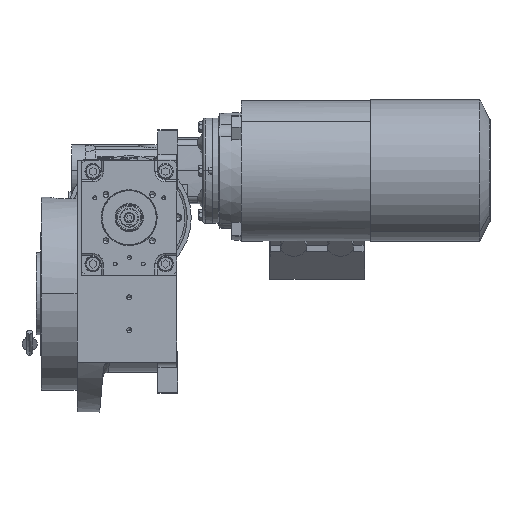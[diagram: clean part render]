
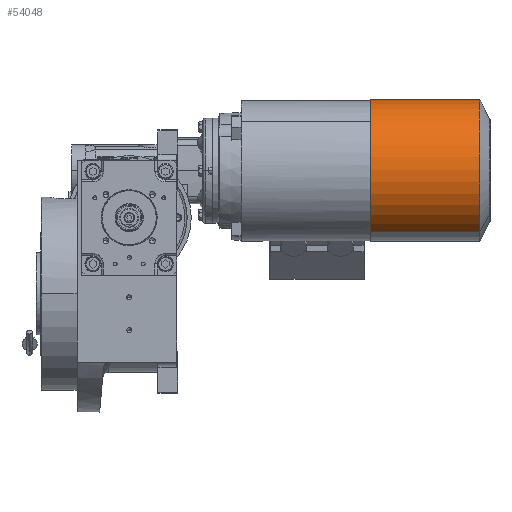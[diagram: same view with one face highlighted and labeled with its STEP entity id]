
A CAD part, left-side view. The second image highlights one B-rep face of the part: STEP entity #54048.
In plain terms, the highlighted cylindrical face has radius 60.5 mm (diameter 121 mm), a partial arc.
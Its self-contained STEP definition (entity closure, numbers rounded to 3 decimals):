
#136 = ORIENTED_EDGE ( 'NONE', *, *, #101738, .T. ) ;
#3062 = EDGE_LOOP ( 'NONE', ( #23681, #28460, #114236, #136 ) ) ;
#8390 = DIRECTION ( 'NONE',  ( -1., 0., 0. ) ) ;
#8620 = CARTESIAN_POINT ( 'NONE',  ( -158.212, 8.35, 58.703 ) ) ;
#9144 = FACE_OUTER_BOUND ( 'NONE', #3062, .T. ) ;
#11087 = VERTEX_POINT ( 'NONE', #8620 ) ;
#19938 = EDGE_CURVE ( 'NONE', #107256, #11087, #40431, .T. ) ;
#23681 = ORIENTED_EDGE ( 'NONE', *, *, #36437, .F. ) ;
#23992 = CIRCLE ( 'NONE', #27961, 60.5 ) ;
#27596 = CARTESIAN_POINT ( 'NONE',  ( -64.811, -6.286, 0. ) ) ;
#27961 = AXIS2_PLACEMENT_3D ( 'NONE', #27596, #105594, #38109 ) ;
#28207 = LINE ( 'NONE', #47365, #94635 ) ;
#28460 = ORIENTED_EDGE ( 'NONE', *, *, #71578, .T. ) ;
#36072 = DIRECTION ( 'NONE',  ( -1., 0., 0. ) ) ;
#36437 = EDGE_CURVE ( 'NONE', #50949, #90347, #23992, .T. ) ;
#38109 = DIRECTION ( 'NONE',  ( 0., 0.242, 0.97 ) ) ;
#39304 = DIRECTION ( 'NONE',  ( 1., 0., 0. ) ) ;
#40431 = CIRCLE ( 'NONE', #107729, 60.5 ) ;
#43724 = CARTESIAN_POINT ( 'NONE',  ( -158.212, -6.286, 0. ) ) ;
#47365 = CARTESIAN_POINT ( 'NONE',  ( -158.212, -20.922, -58.703 ) ) ;
#47605 = CARTESIAN_POINT ( 'NONE',  ( -158.212, -20.922, -58.703 ) ) ;
#50949 = VERTEX_POINT ( 'NONE', #55362 ) ;
#54048 = ADVANCED_FACE ( 'NONE', ( #9144 ), #64235, .T. ) ;
#55362 = CARTESIAN_POINT ( 'NONE',  ( -64.811, 8.35, 58.703 ) ) ;
#64235 = CYLINDRICAL_SURFACE ( 'NONE', #112277, 60.5 ) ;
#71578 = EDGE_CURVE ( 'NONE', #50949, #11087, #93649, .T. ) ;
#74623 = DIRECTION ( 'NONE',  ( 0., -0.242, -0.97 ) ) ;
#84682 = DIRECTION ( 'NONE',  ( -1., 0., 0. ) ) ;
#85276 = CARTESIAN_POINT ( 'NONE',  ( -64.811, -20.922, -58.703 ) ) ;
#90347 = VERTEX_POINT ( 'NONE', #85276 ) ;
#93649 = LINE ( 'NONE', #121532, #115513 ) ;
#94635 = VECTOR ( 'NONE', #39304, 1000. ) ;
#101738 = EDGE_CURVE ( 'NONE', #107256, #90347, #28207, .T. ) ;
#103879 = DIRECTION ( 'NONE',  ( 0., 0.242, 0.97 ) ) ;
#105594 = DIRECTION ( 'NONE',  ( 1., 0., 0. ) ) ;
#107256 = VERTEX_POINT ( 'NONE', #47605 ) ;
#107729 = AXIS2_PLACEMENT_3D ( 'NONE', #43724, #8390, #74623 ) ;
#111934 = CARTESIAN_POINT ( 'NONE',  ( -26.951, -6.286, 0. ) ) ;
#112277 = AXIS2_PLACEMENT_3D ( 'NONE', #111934, #84682, #103879 ) ;
#114236 = ORIENTED_EDGE ( 'NONE', *, *, #19938, .F. ) ;
#115513 = VECTOR ( 'NONE', #36072, 1000. ) ;
#121532 = CARTESIAN_POINT ( 'NONE',  ( -64.811, 8.35, 58.703 ) ) ;
